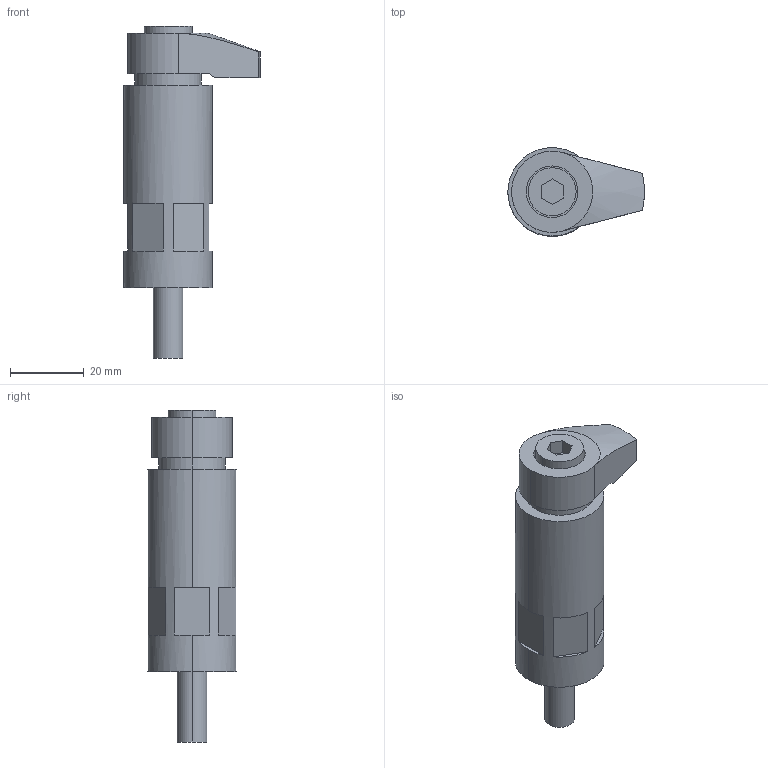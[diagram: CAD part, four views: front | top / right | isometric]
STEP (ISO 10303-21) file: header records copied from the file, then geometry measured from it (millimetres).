
FILE_DESCRIPTION (( 'STEP AP203' ), '1' );
FILE_NAME ('bj130-08025a1.STEP', '2021-10-25T01:07:47', ( '' ), ( '' ), 'SwSTEP 2.0', 'SolidWorks 2020', '' );
FILE_SCHEMA (( 'CONFIG_CONTROL_DESIGN' ));
Length unit declared in the file: millimetre
Products named in the file (4): bj130-08025a1_01; bj130-08025a1; bj130-08025a1_02; bj130-08025a1_03
Assembly tree (3 placements, depth 2):
  bj130-08025a1
    bj130-08025a1_01
    bj130-08025a1_02
    bj130-08025a1_03
Bounding box: 36.94 x 24 x 90 mm (x, y, z)
Volume: 30652.8 mm3; surface area: 13962.6 mm2
Topology: 3 solids, 3 shells, 66 faces, 142 edges, 94 vertices
Faces by surface type: plane 41, cylinder 23, cone 2
Entity records: 2249 total; most frequent: DIRECTION 347, CARTESIAN_POINT 332, ORIENTED_EDGE 284, EDGE_CURVE 142, AXIS2_PLACEMENT_3D 137, VERTEX_POINT 94, EDGE_LOOP 80, LINE 73
